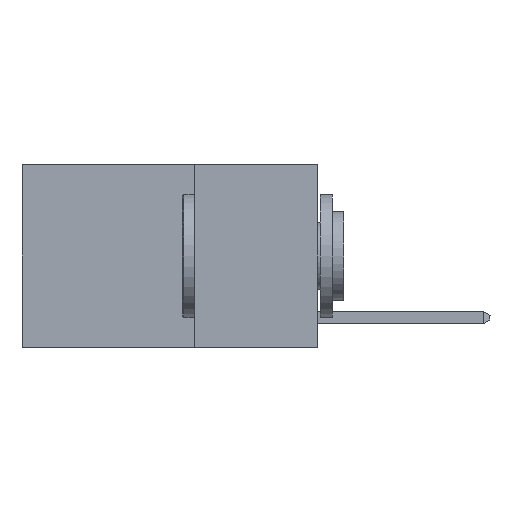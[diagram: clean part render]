
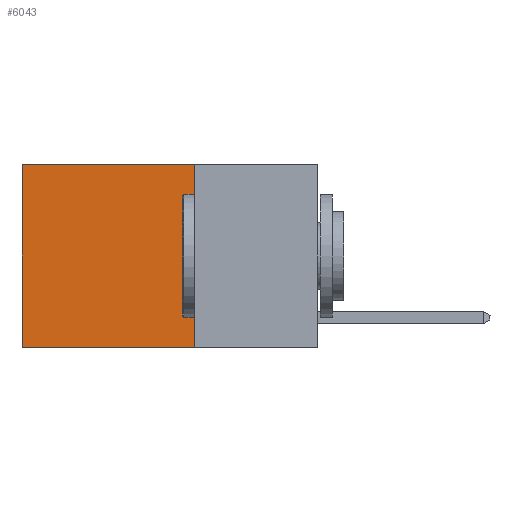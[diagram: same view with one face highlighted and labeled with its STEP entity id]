
A CAD part, left-side view. The second image highlights one B-rep face of the part: STEP entity #6043.
In plain terms, the highlighted planar face has unit normal (-1, 0, 0).
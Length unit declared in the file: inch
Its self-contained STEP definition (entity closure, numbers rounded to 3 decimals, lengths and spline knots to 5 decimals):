
#433 = VECTOR ( 'NONE', #11120, 39.37008 ) ;
#484 = CARTESIAN_POINT ( 'NONE',  ( 0.2625, 0.25, 0. ) ) ;
#790 = CARTESIAN_POINT ( 'NONE',  ( 0.2625, 0.25, 0. ) ) ;
#954 = CARTESIAN_POINT ( 'NONE',  ( 0.2625, 0.25, 0. ) ) ;
#1393 = LINE ( 'NONE', #13328, #15593 ) ;
#1498 = CARTESIAN_POINT ( 'NONE',  ( 0.2625, 0.25, 0. ) ) ;
#3036 = EDGE_CURVE ( 'NONE', #5545, #9150, #14119, .T. ) ;
#3232 = FACE_OUTER_BOUND ( 'NONE', #12156, .T. ) ;
#3769 = VERTEX_POINT ( 'NONE', #11805 ) ;
#4648 = CARTESIAN_POINT ( 'NONE',  ( 0.2625, 0.25, -0.37 ) ) ;
#5545 = VERTEX_POINT ( 'NONE', #954 ) ;
#5751 = VERTEX_POINT ( 'NONE', #9328 ) ;
#6043 = ADVANCED_FACE ( 'NONE', ( #3232 ), #8604, .F. ) ;
#6653 = EDGE_CURVE ( 'NONE', #9150, #5751, #1393, .T. ) ;
#7399 = DIRECTION ( 'NONE',  ( 0., 0., -1. ) ) ;
#7549 = ORIENTED_EDGE ( 'NONE', *, *, #6653, .F. ) ;
#8604 = PLANE ( 'NONE',  #16982 ) ;
#9150 = VERTEX_POINT ( 'NONE', #4648 ) ;
#9328 = CARTESIAN_POINT ( 'NONE',  ( 0.2625, 0.6, -0.37 ) ) ;
#11120 = DIRECTION ( 'NONE',  ( 0., 1., 0. ) ) ;
#11404 = VECTOR ( 'NONE', #7399, 39.37008 ) ;
#11805 = CARTESIAN_POINT ( 'NONE',  ( 0.2625, 0.6, 0. ) ) ;
#12156 = EDGE_LOOP ( 'NONE', ( #13732, #7549, #14024, #14928 ) ) ;
#12201 = EDGE_CURVE ( 'NONE', #3769, #5751, #16033, .T. ) ;
#12579 = VECTOR ( 'NONE', #15775, 39.37008 ) ;
#13328 = CARTESIAN_POINT ( 'NONE',  ( 0.2625, 0.25, -0.37 ) ) ;
#13732 = ORIENTED_EDGE ( 'NONE', *, *, #12201, .T. ) ;
#14024 = ORIENTED_EDGE ( 'NONE', *, *, #3036, .F. ) ;
#14119 = LINE ( 'NONE', #790, #11404 ) ;
#14153 = EDGE_CURVE ( 'NONE', #5545, #3769, #16348, .T. ) ;
#14338 = DIRECTION ( 'NONE',  ( 1., 0., 0. ) ) ;
#14928 = ORIENTED_EDGE ( 'NONE', *, *, #14153, .T. ) ;
#15593 = VECTOR ( 'NONE', #17312, 39.37008 ) ;
#15691 = DIRECTION ( 'NONE',  ( 0., 0., -1. ) ) ;
#15775 = DIRECTION ( 'NONE',  ( 0., 0., -1. ) ) ;
#16033 = LINE ( 'NONE', #17268, #12579 ) ;
#16348 = LINE ( 'NONE', #1498, #433 ) ;
#16982 = AXIS2_PLACEMENT_3D ( 'NONE', #484, #14338, #15691 ) ;
#17268 = CARTESIAN_POINT ( 'NONE',  ( 0.2625, 0.6, 0. ) ) ;
#17312 = DIRECTION ( 'NONE',  ( 0., 1., 0. ) ) ;
